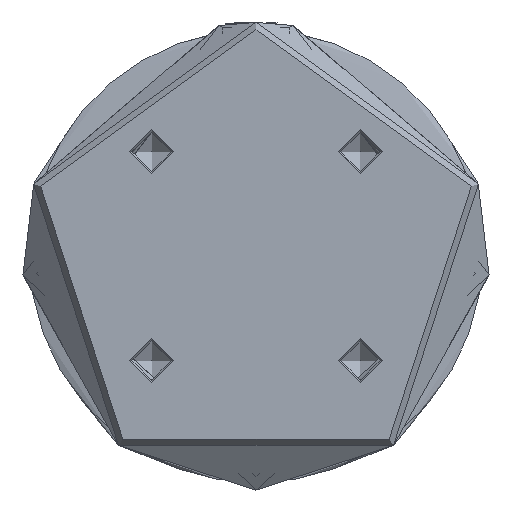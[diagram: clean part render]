
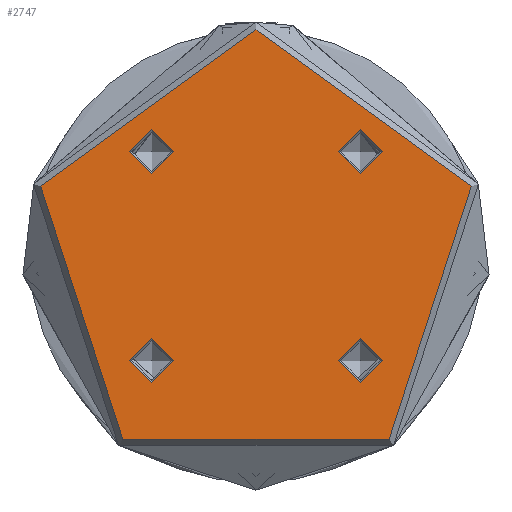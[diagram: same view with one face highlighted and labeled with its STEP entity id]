
A CAD part, front view. The second image highlights one B-rep face of the part: STEP entity #2747.
In plain terms, the highlighted face is planar.
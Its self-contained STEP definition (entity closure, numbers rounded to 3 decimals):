
#45 = EDGE_LOOP ( 'NONE', ( #4585 ) ) ;
#119 = CARTESIAN_POINT ( 'NONE',  ( -16.713, -21.213, 0. ) ) ;
#127 = DIRECTION ( 'NONE',  ( 0., 0., -1. ) ) ;
#145 = EDGE_CURVE ( 'NONE', #4830, #4830, #813, .T. ) ;
#150 = CARTESIAN_POINT ( 'NONE',  ( 46., 0., 0. ) ) ;
#212 = DIRECTION ( 'NONE',  ( -1., 0., 0. ) ) ;
#482 = CARTESIAN_POINT ( 'NONE',  ( 0., 0., 0. ) ) ;
#592 = EDGE_LOOP ( 'NONE', ( #5454 ) ) ;
#599 = AXIS2_PLACEMENT_3D ( 'NONE', #3183, #618, #3597 ) ;
#608 = ORIENTED_EDGE ( 'NONE', *, *, #696, .F. ) ;
#618 = DIRECTION ( 'NONE',  ( 0., 0., 1. ) ) ;
#696 = EDGE_CURVE ( 'NONE', #4705, #4705, #3147, .T. ) ;
#813 = CIRCLE ( 'NONE', #4030, 4.5 ) ;
#1232 = DIRECTION ( 'NONE',  ( 0., 0., 1. ) ) ;
#1432 = FACE_OUTER_BOUND ( 'NONE', #5189, .T. ) ;
#1437 = FACE_BOUND ( 'NONE', #2654, .T. ) ;
#1442 = FACE_BOUND ( 'NONE', #3552, .T. ) ;
#1500 = FACE_BOUND ( 'NONE', #45, .T. ) ;
#1503 = FACE_BOUND ( 'NONE', #592, .T. ) ;
#1713 = AXIS2_PLACEMENT_3D ( 'NONE', #482, #127, #3105 ) ;
#1767 = ORIENTED_EDGE ( 'NONE', *, *, #3849, .T. ) ;
#1790 = CIRCLE ( 'NONE', #2091, 4.5 ) ;
#1945 = EDGE_CURVE ( 'NONE', #2462, #2462, #3135, .T. ) ;
#2002 = DIRECTION ( 'NONE',  ( 0., 0., 1. ) ) ;
#2077 = ORIENTED_EDGE ( 'NONE', *, *, #2522, .F. ) ;
#2091 = AXIS2_PLACEMENT_3D ( 'NONE', #4583, #2002, #5010 ) ;
#2270 = AXIS2_PLACEMENT_3D ( 'NONE', #3793, #1232, #4241 ) ;
#2462 = VERTEX_POINT ( 'NONE', #4402 ) ;
#2522 = EDGE_CURVE ( 'NONE', #4443, #4443, #1790, .T. ) ;
#2654 = EDGE_LOOP ( 'NONE', ( #608 ) ) ;
#2747 = ADVANCED_FACE ( 'NONE', ( #1442, #1503, #1500, #1437, #1432 ), #4805, .F. ) ;
#2753 = DIRECTION ( 'NONE',  ( 0., 0., -1. ) ) ;
#2858 = DIRECTION ( 'NONE',  ( 1., 0., 0. ) ) ;
#3105 = DIRECTION ( 'NONE',  ( -1., 0., 0. ) ) ;
#3135 = CIRCLE ( 'NONE', #4624, 4.5 ) ;
#3147 = CIRCLE ( 'NONE', #2270, 4.5 ) ;
#3164 = CARTESIAN_POINT ( 'NONE',  ( -21.213, 21.213, 0. ) ) ;
#3183 = CARTESIAN_POINT ( 'NONE',  ( 0., 0., 0. ) ) ;
#3533 = CARTESIAN_POINT ( 'NONE',  ( 16.713, 21.213, 0. ) ) ;
#3552 = EDGE_LOOP ( 'NONE', ( #2077 ) ) ;
#3574 = CIRCLE ( 'NONE', #599, 46. ) ;
#3597 = DIRECTION ( 'NONE',  ( 1., 0., 0. ) ) ;
#3793 = CARTESIAN_POINT ( 'NONE',  ( -21.213, -21.213, 0. ) ) ;
#3849 = EDGE_CURVE ( 'NONE', #4154, #4154, #3574, .T. ) ;
#4030 = AXIS2_PLACEMENT_3D ( 'NONE', #3164, #5434, #2858 ) ;
#4154 = VERTEX_POINT ( 'NONE', #150 ) ;
#4241 = DIRECTION ( 'NONE',  ( 1., 0., 0. ) ) ;
#4402 = CARTESIAN_POINT ( 'NONE',  ( 16.713, -21.213, 0. ) ) ;
#4443 = VERTEX_POINT ( 'NONE', #3533 ) ;
#4583 = CARTESIAN_POINT ( 'NONE',  ( 21.213, 21.213, 0. ) ) ;
#4585 = ORIENTED_EDGE ( 'NONE', *, *, #1945, .T. ) ;
#4624 = AXIS2_PLACEMENT_3D ( 'NONE', #5335, #2753, #212 ) ;
#4705 = VERTEX_POINT ( 'NONE', #119 ) ;
#4798 = CARTESIAN_POINT ( 'NONE',  ( -16.713, 21.213, 0. ) ) ;
#4805 = PLANE ( 'NONE',  #1713 ) ;
#4830 = VERTEX_POINT ( 'NONE', #4798 ) ;
#5010 = DIRECTION ( 'NONE',  ( -1., 0., 0. ) ) ;
#5189 = EDGE_LOOP ( 'NONE', ( #1767 ) ) ;
#5335 = CARTESIAN_POINT ( 'NONE',  ( 21.213, -21.213, 0. ) ) ;
#5434 = DIRECTION ( 'NONE',  ( 0., 0., -1. ) ) ;
#5454 = ORIENTED_EDGE ( 'NONE', *, *, #145, .T. ) ;
